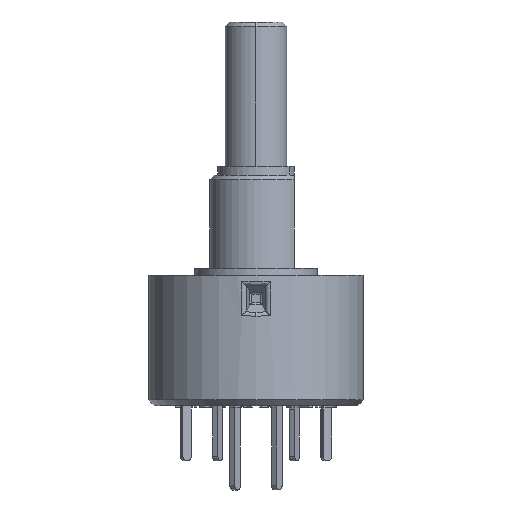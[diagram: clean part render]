
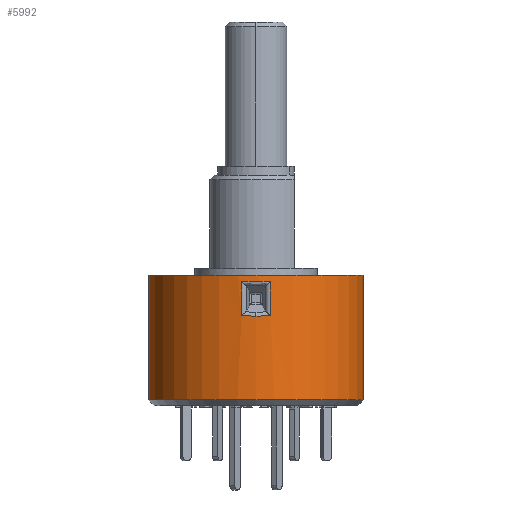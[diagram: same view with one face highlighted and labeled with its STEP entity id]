
A CAD part, left-side view. The second image highlights one B-rep face of the part: STEP entity #5992.
In plain terms, the highlighted cylindrical face has radius 7 mm (diameter 14 mm), a partial arc.
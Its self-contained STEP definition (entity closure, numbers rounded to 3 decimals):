
#211 = LINE ( 'NONE', #14564, #1548 ) ;
#363 = CARTESIAN_POINT ( 'NONE',  ( -6.979, -0.627, -3.117 ) ) ;
#621 = VERTEX_POINT ( 'NONE', #10031 ) ;
#783 = CARTESIAN_POINT ( 'NONE',  ( -7.021, -0.315, -0.841 ) ) ;
#802 = LINE ( 'NONE', #6042, #7041 ) ;
#1168 = EDGE_CURVE ( 'NONE', #621, #8233, #10787, .T. ) ;
#1548 = VECTOR ( 'NONE', #11091, 1000. ) ;
#1563 = EDGE_CURVE ( 'NONE', #10439, #7617, #14273, .T. ) ;
#1957 = DIRECTION ( 'NONE',  ( 0., -1., 0. ) ) ;
#2021 = EDGE_CURVE ( 'NONE', #14281, #2759, #12780, .T. ) ;
#2100 = AXIS2_PLACEMENT_3D ( 'NONE', #2193, #7172, #15925 ) ;
#2193 = CARTESIAN_POINT ( 'NONE',  ( 0., 0., -0.45 ) ) ;
#2285 = AXIS2_PLACEMENT_3D ( 'NONE', #8186, #5758, #8440 ) ;
#2759 = VERTEX_POINT ( 'NONE', #15478 ) ;
#4215 = CARTESIAN_POINT ( 'NONE',  ( -6.937, -0.938, -3.094 ) ) ;
#4276 = ORIENTED_EDGE ( 'NONE', *, *, #14137, .T. ) ;
#4479 = ORIENTED_EDGE ( 'NONE', *, *, #12261, .F. ) ;
#4734 = CARTESIAN_POINT ( 'NONE',  ( 0., -7., -8.574 ) ) ;
#4838 = VECTOR ( 'NONE', #14483, 1000. ) ;
#5057 = EDGE_CURVE ( 'NONE', #2759, #9826, #13641, .T. ) ;
#5518 = CARTESIAN_POINT ( 'NONE',  ( -6.979, 0.627, -3.117 ) ) ;
#5758 = DIRECTION ( 'NONE',  ( 0., 0., -1. ) ) ;
#5817 = ORIENTED_EDGE ( 'NONE', *, *, #6407, .T. ) ;
#5895 = CARTESIAN_POINT ( 'NONE',  ( -6.937, 0.938, -0.888 ) ) ;
#5992 = ADVANCED_FACE ( 'NONE', ( #9000, #11908 ), #11520, .T. ) ;
#5997 = CARTESIAN_POINT ( 'NONE',  ( 0., -7., -0.45 ) ) ;
#6042 = CARTESIAN_POINT ( 'NONE',  ( -6.937, 0.938, -0.45 ) ) ;
#6207 = ORIENTED_EDGE ( 'NONE', *, *, #14445, .T. ) ;
#6248 = CARTESIAN_POINT ( 'NONE',  ( -6.937, -0.938, -0.888 ) ) ;
#6407 = EDGE_CURVE ( 'NONE', #7617, #621, #211, .T. ) ;
#6821 = ORIENTED_EDGE ( 'NONE', *, *, #5057, .T. ) ;
#6984 = CARTESIAN_POINT ( 'NONE',  ( -6.937, -0.938, -0.888 ) ) ;
#7041 = VECTOR ( 'NONE', #9810, 1000. ) ;
#7172 = DIRECTION ( 'NONE',  ( 0., 0., 1. ) ) ;
#7205 = CARTESIAN_POINT ( 'NONE',  ( -6.937, 0.938, -0.888 ) ) ;
#7314 = CARTESIAN_POINT ( 'NONE',  ( 0., 7., -0.45 ) ) ;
#7617 = VERTEX_POINT ( 'NONE', #6248 ) ;
#7813 = ORIENTED_EDGE ( 'NONE', *, *, #1168, .T. ) ;
#7920 = CARTESIAN_POINT ( 'NONE',  ( -6.937, 0.938, -3.094 ) ) ;
#7991 = CARTESIAN_POINT ( 'NONE',  ( -7., 0., -3.129 ) ) ;
#8186 = CARTESIAN_POINT ( 'NONE',  ( 0., 0., -0.45 ) ) ;
#8233 = VERTEX_POINT ( 'NONE', #7991 ) ;
#8440 = DIRECTION ( 'NONE',  ( 0., 1., 0. ) ) ;
#9000 = FACE_OUTER_BOUND ( 'NONE', #15294, .T. ) ;
#9106 =( BOUNDED_CURVE ( )  B_SPLINE_CURVE ( 3, ( #14160, #14049, #5518, #7920 ),
 .UNSPECIFIED., .F., .T. ) 
 B_SPLINE_CURVE_WITH_KNOTS ( ( 4, 4 ),
 ( 0., 0.134 ),
 .UNSPECIFIED. ) 
 CURVE ( )  GEOMETRIC_REPRESENTATION_ITEM ( )  RATIONAL_B_SPLINE_CURVE ( ( 1., 0.998, 0.998, 1. ) ) 
 REPRESENTATION_ITEM ( '' )  );
#9370 = CARTESIAN_POINT ( 'NONE',  ( 0., 7., -0.45 ) ) ;
#9810 = DIRECTION ( 'NONE',  ( 0., 0., 1. ) ) ;
#9826 = VERTEX_POINT ( 'NONE', #4734 ) ;
#9907 = CARTESIAN_POINT ( 'NONE',  ( -6.937, 0.938, -3.094 ) ) ;
#10031 = CARTESIAN_POINT ( 'NONE',  ( -6.937, -0.938, -3.094 ) ) ;
#10356 = ORIENTED_EDGE ( 'NONE', *, *, #1563, .T. ) ;
#10397 = EDGE_CURVE ( 'NONE', #14281, #13776, #11470, .T. ) ;
#10439 = VERTEX_POINT ( 'NONE', #5895 ) ;
#10679 = LINE ( 'NONE', #15853, #4838 ) ;
#10787 =( BOUNDED_CURVE ( )  B_SPLINE_CURVE ( 3, ( #4215, #363, #11569, #14044 ),
 .UNSPECIFIED., .F., .T. ) 
 B_SPLINE_CURVE_WITH_KNOTS ( ( 4, 4 ),
 ( 6.149, 6.283 ),
 .UNSPECIFIED. ) 
 CURVE ( )  GEOMETRIC_REPRESENTATION_ITEM ( )  RATIONAL_B_SPLINE_CURVE ( ( 1., 0.998, 0.998, 1. ) ) 
 REPRESENTATION_ITEM ( '' )  );
#11091 = DIRECTION ( 'NONE',  ( 0., 0., -1. ) ) ;
#11470 = CIRCLE ( 'NONE', #2100, 7. ) ;
#11520 = CYLINDRICAL_SURFACE ( 'NONE', #2285, 7. ) ;
#11557 = EDGE_LOOP ( 'NONE', ( #7813, #4276, #6207, #10356, #5817 ) ) ;
#11569 = CARTESIAN_POINT ( 'NONE',  ( -7., -0.314, -3.129 ) ) ;
#11759 = DIRECTION ( 'NONE',  ( 0., 0., 1. ) ) ;
#11908 = FACE_BOUND ( 'NONE', #11557, .T. ) ;
#12198 = VECTOR ( 'NONE', #13439, 1000. ) ;
#12261 = EDGE_CURVE ( 'NONE', #13776, #9826, #10679, .T. ) ;
#12394 = VERTEX_POINT ( 'NONE', #9907 ) ;
#12780 = LINE ( 'NONE', #9370, #12198 ) ;
#13023 = AXIS2_PLACEMENT_3D ( 'NONE', #14244, #11759, #1957 ) ;
#13439 = DIRECTION ( 'NONE',  ( 0., 0., -1. ) ) ;
#13641 = CIRCLE ( 'NONE', #13023, 7. ) ;
#13776 = VERTEX_POINT ( 'NONE', #5997 ) ;
#14044 = CARTESIAN_POINT ( 'NONE',  ( -7., 0., -3.129 ) ) ;
#14049 = CARTESIAN_POINT ( 'NONE',  ( -7., 0.314, -3.129 ) ) ;
#14137 = EDGE_CURVE ( 'NONE', #8233, #12394, #9106, .T. ) ;
#14160 = CARTESIAN_POINT ( 'NONE',  ( -7., 0., -3.129 ) ) ;
#14244 = CARTESIAN_POINT ( 'NONE',  ( 0., 0., -8.574 ) ) ;
#14273 =( BOUNDED_CURVE ( )  B_SPLINE_CURVE ( 3, ( #7205, #14477, #783, #6984 ),
 .UNSPECIFIED., .F., .F. ) 
 B_SPLINE_CURVE_WITH_KNOTS ( ( 4, 4 ),
 ( 3.007, 3.276 ),
 .UNSPECIFIED. ) 
 CURVE ( )  GEOMETRIC_REPRESENTATION_ITEM ( )  RATIONAL_B_SPLINE_CURVE ( ( 1., 0.994, 0.994, 1. ) ) 
 REPRESENTATION_ITEM ( '' )  );
#14281 = VERTEX_POINT ( 'NONE', #7314 ) ;
#14445 = EDGE_CURVE ( 'NONE', #12394, #10439, #802, .T. ) ;
#14477 = CARTESIAN_POINT ( 'NONE',  ( -7.021, 0.315, -0.841 ) ) ;
#14483 = DIRECTION ( 'NONE',  ( 0., 0., -1. ) ) ;
#14564 = CARTESIAN_POINT ( 'NONE',  ( -6.937, -0.938, -0.45 ) ) ;
#14633 = ORIENTED_EDGE ( 'NONE', *, *, #10397, .F. ) ;
#14708 = ORIENTED_EDGE ( 'NONE', *, *, #2021, .T. ) ;
#15294 = EDGE_LOOP ( 'NONE', ( #4479, #14633, #14708, #6821 ) ) ;
#15478 = CARTESIAN_POINT ( 'NONE',  ( 0., 7., -8.574 ) ) ;
#15853 = CARTESIAN_POINT ( 'NONE',  ( 0., -7., -0.45 ) ) ;
#15925 = DIRECTION ( 'NONE',  ( 0., -1., 0. ) ) ;
